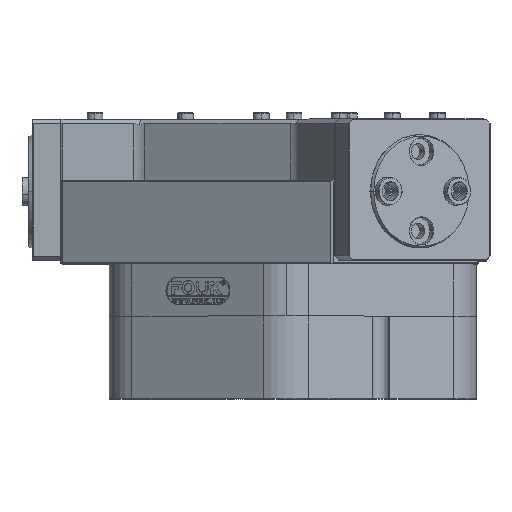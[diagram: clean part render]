
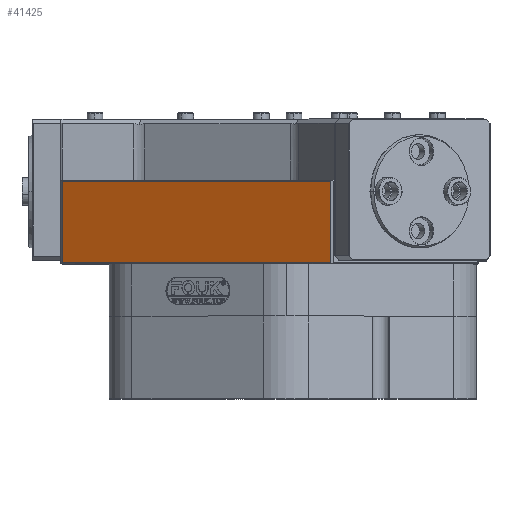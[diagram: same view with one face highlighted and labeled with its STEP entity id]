
A CAD part, top view. The second image highlights one B-rep face of the part: STEP entity #41425.
In plain terms, the highlighted planar face has unit normal (-0.5, 0, 0.866).
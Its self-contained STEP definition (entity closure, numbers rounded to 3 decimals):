
#683 = VECTOR ( 'NONE', #32819, 1000. ) ;
#3176 = VECTOR ( 'NONE', #32804, 1000. ) ;
#4036 = ORIENTED_EDGE ( 'NONE', *, *, #14400, .T. ) ;
#5359 = CARTESIAN_POINT ( 'NONE',  ( 17.78, 59.4, 106.106 ) ) ;
#6432 = ORIENTED_EDGE ( 'NONE', *, *, #20573, .T. ) ;
#7989 = ORIENTED_EDGE ( 'NONE', *, *, #27367, .T. ) ;
#9695 = VECTOR ( 'NONE', #41515, 1000. ) ;
#14400 = EDGE_CURVE ( 'NONE', #37507, #29968, #26014, .T. ) ;
#14610 = FACE_OUTER_BOUND ( 'NONE', #40997, .T. ) ;
#15071 = PLANE ( 'NONE',  #18269 ) ;
#16597 = DIRECTION ( 'NONE',  ( -0.866, 0., -0.5 ) ) ;
#16972 = EDGE_CURVE ( 'NONE', #29968, #20999, #19509, .T. ) ;
#17069 = VERTEX_POINT ( 'NONE', #34147 ) ;
#17869 = CARTESIAN_POINT ( 'NONE',  ( -41.5, 23.5, 71.88 ) ) ;
#17920 = VECTOR ( 'NONE', #16597, 1000. ) ;
#18269 = AXIS2_PLACEMENT_3D ( 'NONE', #38868, #35303, #42282 ) ;
#19002 = CARTESIAN_POINT ( 'NONE',  ( -100.78, -91.541, 37.655 ) ) ;
#19509 = LINE ( 'NONE', #36831, #17920 ) ;
#20573 = EDGE_CURVE ( 'NONE', #20999, #17069, #21878, .T. ) ;
#20999 = VERTEX_POINT ( 'NONE', #22368 ) ;
#21878 = LINE ( 'NONE', #19002, #683 ) ;
#22368 = CARTESIAN_POINT ( 'NONE',  ( -100.78, 59.4, 37.655 ) ) ;
#22385 = CARTESIAN_POINT ( 'NONE',  ( 17.78, -91.541, 106.106 ) ) ;
#25625 = LINE ( 'NONE', #17869, #9695 ) ;
#26014 = LINE ( 'NONE', #22385, #3176 ) ;
#27367 = EDGE_CURVE ( 'NONE', #17069, #37507, #25625, .T. ) ;
#29968 = VERTEX_POINT ( 'NONE', #5359 ) ;
#32804 = DIRECTION ( 'NONE',  ( 0., 1., 0. ) ) ;
#32819 = DIRECTION ( 'NONE',  ( 0., -1., 0. ) ) ;
#33170 = CARTESIAN_POINT ( 'NONE',  ( 17.78, 23.5, 106.106 ) ) ;
#34147 = CARTESIAN_POINT ( 'NONE',  ( -100.78, 23.5, 37.655 ) ) ;
#35303 = DIRECTION ( 'NONE',  ( -0.5, 0., 0.866 ) ) ;
#36831 = CARTESIAN_POINT ( 'NONE',  ( -41.5, 59.4, 71.88 ) ) ;
#37507 = VERTEX_POINT ( 'NONE', #33170 ) ;
#37742 = ORIENTED_EDGE ( 'NONE', *, *, #16972, .T. ) ;
#38868 = CARTESIAN_POINT ( 'NONE',  ( -41.5, -91.541, 71.88 ) ) ;
#40997 = EDGE_LOOP ( 'NONE', ( #37742, #6432, #7989, #4036 ) ) ;
#41425 = ADVANCED_FACE ( 'NONE', ( #14610 ), #15071, .T. ) ;
#41515 = DIRECTION ( 'NONE',  ( 0.866, 0., 0.5 ) ) ;
#42282 = DIRECTION ( 'NONE',  ( 0.866, 0., 0.5 ) ) ;
